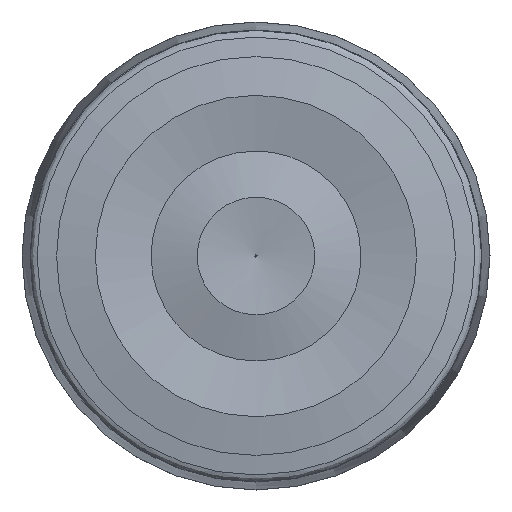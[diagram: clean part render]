
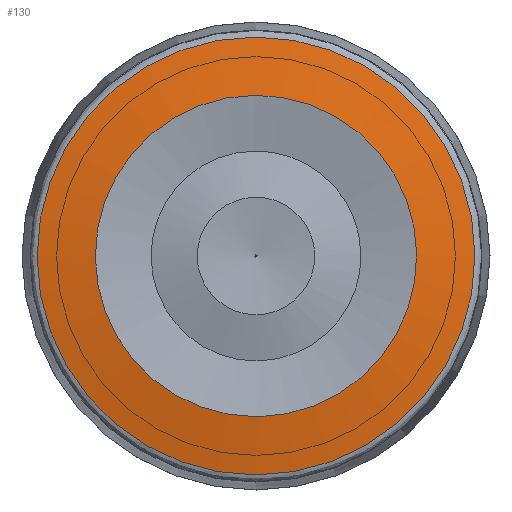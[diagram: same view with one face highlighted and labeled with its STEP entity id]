
A CAD part, left-side view. The second image highlights one B-rep face of the part: STEP entity #130.
In plain terms, the highlighted face is a revolution surface.
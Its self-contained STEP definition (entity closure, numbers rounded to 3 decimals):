
#26=SURFACE_OF_REVOLUTION('',#50,#38);
#38=AXIS1_PLACEMENT('',#707,#594);
#50=LINE('',#706,#60);
#60=VECTOR('',#593,5.562);
#130=ADVANCED_FACE('',(#188,#189),#26,.T.);
#188=FACE_BOUND('',#252,.T.);
#189=FACE_BOUND('',#253,.T.);
#252=EDGE_LOOP('',(#316));
#253=EDGE_LOOP('',(#317));
#316=ORIENTED_EDGE('',*,*,#393,.F.);
#317=ORIENTED_EDGE('',*,*,#391,.T.);
#359=VERTEX_POINT('',#699);
#361=VERTEX_POINT('',#705);
#391=EDGE_CURVE('',#359,#359,#423,.T.);
#393=EDGE_CURVE('',#361,#361,#425,.T.);
#423=CIRCLE('',#480,15.107);
#425=CIRCLE('',#482,20.583);
#480=AXIS2_PLACEMENT_3D('',#698,#585,#586);
#482=AXIS2_PLACEMENT_3D('',#704,#591,#592);
#585=DIRECTION('',(1.,0.,0.));
#586=DIRECTION('',(0.,0.,-1.));
#591=DIRECTION('',(1.,0.,0.));
#592=DIRECTION('',(0.,0.,-1.));
#593=DIRECTION('',(0.166,-0.986,0.));
#594=DIRECTION('',(1.,0.,0.));
#698=CARTESIAN_POINT('',(0.05,0.,0.));
#699=CARTESIAN_POINT('',(0.05,0.,-15.107));
#704=CARTESIAN_POINT('',(0.971,0.,0.));
#705=CARTESIAN_POINT('',(0.971,0.,-20.583));
#706=CARTESIAN_POINT('',(0.05,-15.073,1.));
#707=CARTESIAN_POINT('',(8.,0.,0.));
